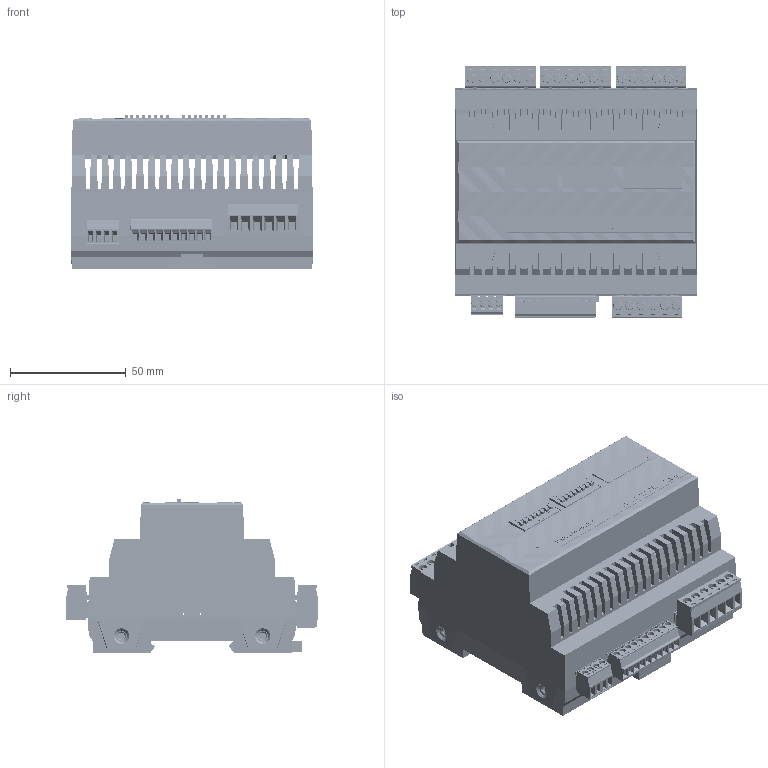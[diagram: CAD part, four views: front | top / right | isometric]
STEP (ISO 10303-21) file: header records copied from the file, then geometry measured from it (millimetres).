
FILE_DESCRIPTION((''),'2;1');
FILE_NAME('Modul_8x.stp','2025-05-07T16:13:56',(''),(''),'STEP Write','Mastercam X9 ... CNC Software, Inc.','');
FILE_SCHEMA(('AUTOMOTIVE_DESIGN'));
Length unit declared in the file: millimetre
Products named in the file (1): None
Bounding box: 105 x 109.3 x 66.22 mm (x, y, z)
Volume: 118241.1 mm3; surface area: 175632.6 mm2
Topology: 274 solids, 276 shells, 12675 faces, 35328 edges, 24602 vertices
Faces by surface type: plane 9830, cylinder 1985, bspline 592, torus 163, cone 105
Full cylindrical faces by diameter (mm): 0.296 x1, 0.5 x30, 1.18 x10, 1.2 x19, 1.5 x4, 1.6 x24, 1.8 x4, 1.9 x14, 2 x20, 2.1 x4, 2.15 x9, 2.2 x28, 2.5 x28, 2.75 x24, 2.8 x18, 2.9 x33, 2.95 x24, 3 x24, 3.78 x1, 3.8 x49, 4 x1, 6 x4
Entity records: 409127 total; most frequent: CARTESIAN_POINT 91123, ORIENTED_EDGE 66890, DIRECTION 60385, EDGE_CURVE 33439, VECTOR 27595, LINE 27595, VERTEX_POINT 22173, AXIS2_PLACEMENT_3D 16395
